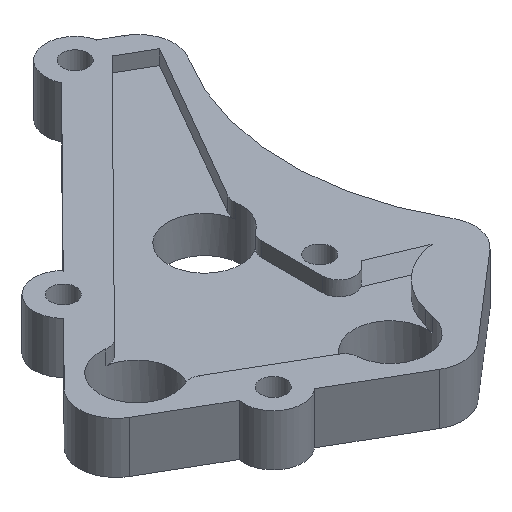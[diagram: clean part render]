
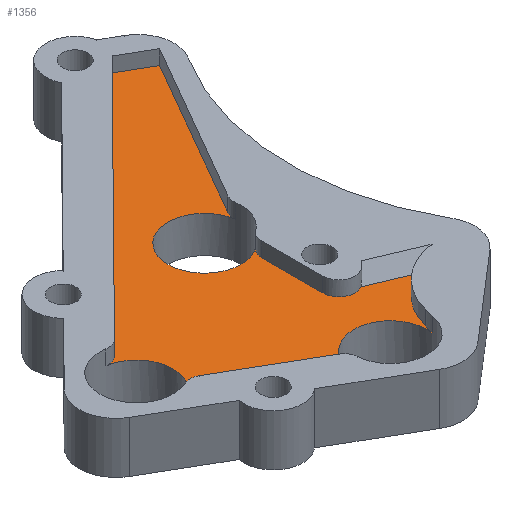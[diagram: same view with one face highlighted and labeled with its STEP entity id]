
A CAD part, isometric view. The second image highlights one B-rep face of the part: STEP entity #1356.
In plain terms, the highlighted planar face has unit normal (0, 0, 1).
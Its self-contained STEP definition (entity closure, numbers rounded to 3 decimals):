
#82=CIRCLE('',#1461,5.);
#83=CIRCLE('',#1463,2.);
#84=CIRCLE('',#1466,5.);
#85=CIRCLE('',#1467,2.);
#86=CIRCLE('',#1468,2.);
#87=CIRCLE('',#1469,5.);
#88=CIRCLE('',#1470,5.);
#89=CIRCLE('',#1471,9.548);
#90=CIRCLE('',#1472,2.2);
#91=CIRCLE('',#1473,2.);
#92=CIRCLE('',#1474,5.);
#93=CIRCLE('',#1475,5.);
#94=CIRCLE('',#1476,2.);
#218=FACE_OUTER_BOUND('',#303,.T.);
#303=EDGE_LOOP('',(#1182,#1183,#1184,#1185,#1186,#1187,#1188,#1189,#1190,
#1191,#1192,#1193,#1194,#1195,#1196,#1197,#1198,#1199,#1200));
#404=LINE('',#2456,#513);
#409=LINE('',#2471,#518);
#410=LINE('',#2478,#519);
#411=LINE('',#2487,#520);
#412=LINE('',#2491,#521);
#413=LINE('',#2500,#522);
#513=VECTOR('',#1727,10.);
#518=VECTOR('',#1744,10.);
#519=VECTOR('',#1751,10.);
#520=VECTOR('',#1760,10.);
#521=VECTOR('',#1763,10.);
#522=VECTOR('',#1772,10.);
#651=VERTEX_POINT('',#2452);
#652=VERTEX_POINT('',#2454);
#653=VERTEX_POINT('',#2459);
#654=VERTEX_POINT('',#2460);
#655=VERTEX_POINT('',#2465);
#656=VERTEX_POINT('',#2467);
#657=VERTEX_POINT('',#2473);
#658=VERTEX_POINT('',#2475);
#659=VERTEX_POINT('',#2477);
#660=VERTEX_POINT('',#2479);
#661=VERTEX_POINT('',#2481);
#662=VERTEX_POINT('',#2484);
#663=VERTEX_POINT('',#2486);
#664=VERTEX_POINT('',#2488);
#665=VERTEX_POINT('',#2490);
#666=VERTEX_POINT('',#2492);
#667=VERTEX_POINT('',#2494);
#668=VERTEX_POINT('',#2496);
#669=VERTEX_POINT('',#2498);
#833=EDGE_CURVE('',#651,#652,#404,.T.);
#834=EDGE_CURVE('',#653,#654,#82,.T.);
#838=EDGE_CURVE('',#655,#656,#83,.F.);
#840=EDGE_CURVE('',#656,#652,#409,.F.);
#841=EDGE_CURVE('',#657,#655,#84,.T.);
#842=EDGE_CURVE('',#658,#657,#85,.F.);
#843=EDGE_CURVE('',#659,#658,#410,.T.);
#844=EDGE_CURVE('',#660,#659,#86,.F.);
#845=EDGE_CURVE('',#661,#660,#87,.T.);
#846=EDGE_CURVE('',#653,#661,#88,.T.);
#847=EDGE_CURVE('',#654,#662,#89,.T.);
#848=EDGE_CURVE('',#663,#662,#411,.T.);
#849=EDGE_CURVE('',#664,#663,#90,.F.);
#850=EDGE_CURVE('',#665,#664,#412,.F.);
#851=EDGE_CURVE('',#666,#665,#91,.F.);
#852=EDGE_CURVE('',#667,#666,#92,.T.);
#853=EDGE_CURVE('',#668,#667,#93,.T.);
#854=EDGE_CURVE('',#669,#668,#94,.F.);
#855=EDGE_CURVE('',#651,#669,#413,.F.);
#1182=ORIENTED_EDGE('',*,*,#841,.F.);
#1183=ORIENTED_EDGE('',*,*,#842,.F.);
#1184=ORIENTED_EDGE('',*,*,#843,.F.);
#1185=ORIENTED_EDGE('',*,*,#844,.F.);
#1186=ORIENTED_EDGE('',*,*,#845,.F.);
#1187=ORIENTED_EDGE('',*,*,#846,.F.);
#1188=ORIENTED_EDGE('',*,*,#834,.T.);
#1189=ORIENTED_EDGE('',*,*,#847,.T.);
#1190=ORIENTED_EDGE('',*,*,#848,.F.);
#1191=ORIENTED_EDGE('',*,*,#849,.F.);
#1192=ORIENTED_EDGE('',*,*,#850,.F.);
#1193=ORIENTED_EDGE('',*,*,#851,.F.);
#1194=ORIENTED_EDGE('',*,*,#852,.F.);
#1195=ORIENTED_EDGE('',*,*,#853,.F.);
#1196=ORIENTED_EDGE('',*,*,#854,.F.);
#1197=ORIENTED_EDGE('',*,*,#855,.F.);
#1198=ORIENTED_EDGE('',*,*,#833,.T.);
#1199=ORIENTED_EDGE('',*,*,#840,.F.);
#1200=ORIENTED_EDGE('',*,*,#838,.F.);
#1295=PLANE('',#1465);
#1356=ADVANCED_FACE('',(#218),#1295,.F.);
#1461=AXIS2_PLACEMENT_3D('',#2461,#1732,#1733);
#1463=AXIS2_PLACEMENT_3D('',#2468,#1739,#1740);
#1465=AXIS2_PLACEMENT_3D('',#2472,#1745,#1746);
#1466=AXIS2_PLACEMENT_3D('',#2474,#1747,#1748);
#1467=AXIS2_PLACEMENT_3D('',#2476,#1749,#1750);
#1468=AXIS2_PLACEMENT_3D('',#2480,#1752,#1753);
#1469=AXIS2_PLACEMENT_3D('',#2482,#1754,#1755);
#1470=AXIS2_PLACEMENT_3D('',#2483,#1756,#1757);
#1471=AXIS2_PLACEMENT_3D('',#2485,#1758,#1759);
#1472=AXIS2_PLACEMENT_3D('',#2489,#1761,#1762);
#1473=AXIS2_PLACEMENT_3D('',#2493,#1764,#1765);
#1474=AXIS2_PLACEMENT_3D('',#2495,#1766,#1767);
#1475=AXIS2_PLACEMENT_3D('',#2497,#1768,#1769);
#1476=AXIS2_PLACEMENT_3D('',#2499,#1770,#1771);
#1727=DIRECTION('',(-0.866,0.5,0.));
#1732=DIRECTION('center_axis',(0.,0.,
-1.));
#1733=DIRECTION('ref_axis',(-0.988,0.154,0.));
#1739=DIRECTION('center_axis',(0.,0.,
-1.));
#1740=DIRECTION('ref_axis',(0.313,-0.95,0.));
#1744=DIRECTION('',(-0.704,-0.711,0.));
#1745=DIRECTION('center_axis',(0.,0.,
-1.));
#1746=DIRECTION('ref_axis',(0.,-1.,0.));
#1747=DIRECTION('center_axis',(0.,0.,
1.));
#1748=DIRECTION('ref_axis',(1.,0.,0.));
#1749=DIRECTION('center_axis',(0.,0.,
-1.));
#1750=DIRECTION('ref_axis',(0.042,0.999,0.));
#1751=DIRECTION('',(-0.866,0.5,0.));
#1752=DIRECTION('center_axis',(0.,0.,
-1.));
#1753=DIRECTION('ref_axis',(0.844,0.536,0.));
#1754=DIRECTION('center_axis',(0.,0.,
1.));
#1755=DIRECTION('ref_axis',(1.,0.,0.));
#1756=DIRECTION('center_axis',(0.,0.,
1.));
#1757=DIRECTION('ref_axis',(1.,0.,0.));
#1758=DIRECTION('center_axis',(0.,0.,
-1.));
#1759=DIRECTION('ref_axis',(-0.942,0.335,0.));
#1760=DIRECTION('',(0.921,-0.391,0.));
#1761=DIRECTION('center_axis',(0.,0.,
-1.));
#1762=DIRECTION('ref_axis',(-0.359,-0.933,0.));
#1763=DIRECTION('',(0.,1.,0.));
#1764=DIRECTION('center_axis',(0.,0.,
-1.));
#1765=DIRECTION('ref_axis',(-0.894,0.447,0.));
#1766=DIRECTION('center_axis',(0.,0.,
1.));
#1767=DIRECTION('ref_axis',(-0.898,0.441,0.));
#1768=DIRECTION('center_axis',(0.,0.,
1.));
#1769=DIRECTION('ref_axis',(-0.898,0.441,0.));
#1770=DIRECTION('center_axis',(0.,0.,
-1.));
#1771=DIRECTION('ref_axis',(-0.982,0.189,0.));
#1772=DIRECTION('',(0.5,0.866,0.));
#2452=CARTESIAN_POINT('',(4.444,53.497,-4.));
#2454=CARTESIAN_POINT('',(0.33,55.871,-4.));
#2456=CARTESIAN_POINT('',(3.983,53.763,-4.));
#2459=CARTESIAN_POINT('',(-8.579,3.205,-4.));
#2460=CARTESIAN_POINT('',(-8.201,4.48,-4.));
#2461=CARTESIAN_POINT('Origin',(-3.639,2.434,-4.));
#2465=CARTESIAN_POINT('',(-34.751,21.616,-4.));
#2467=CARTESIAN_POINT('',(-33.022,22.185,-4.));
#2468=CARTESIAN_POINT('Origin',(-34.443,23.592,-4.));
#2471=CARTESIAN_POINT('',(-25.558,29.723,-4.));
#2472=CARTESIAN_POINT('Origin',(-5.946,28.338,-4.));
#2473=CARTESIAN_POINT('',(-33.395,12.15,-4.));
#2474=CARTESIAN_POINT('Origin',(-35.52,16.675,-4.));
#2475=CARTESIAN_POINT('',(-31.545,12.071,-4.));
#2476=CARTESIAN_POINT('Origin',(-32.545,10.339,-4.));
#2477=CARTESIAN_POINT('',(-19.494,5.115,-4.));
#2478=CARTESIAN_POINT('',(-18.762,4.693,-4.));
#2479=CARTESIAN_POINT('',(-18.501,3.553,-4.));
#2480=CARTESIAN_POINT('Origin',(-20.494,3.383,-4.));
#2481=CARTESIAN_POINT('',(-18.519,3.976,-4.));
#2482=CARTESIAN_POINT('Origin',(-13.519,3.976,-4.));
#2483=CARTESIAN_POINT('Origin',(-13.519,3.976,-4.));
#2484=CARTESIAN_POINT('',(-2.341,11.157,-4.));
#2485=CARTESIAN_POINT('Origin',(1.082,2.243,-4.));
#2486=CARTESIAN_POINT('',(-7.967,13.544,-4.));
#2487=CARTESIAN_POINT('',(-9.153,14.047,-4.));
#2488=CARTESIAN_POINT('',(-11.319,15.418,-4.));
#2489=CARTESIAN_POINT('Origin',(-9.119,15.418,-4.));
#2490=CARTESIAN_POINT('',(-11.319,23.779,-4.));
#2491=CARTESIAN_POINT('',(-11.319,26.623,-4.));
#2492=CARTESIAN_POINT('',(-10.519,25.379,-4.));
#2493=CARTESIAN_POINT('Origin',(-9.319,23.779,-4.));
#2494=CARTESIAN_POINT('',(-18.519,29.379,-4.));
#2495=CARTESIAN_POINT('Origin',(-13.519,29.379,-4.));
#2496=CARTESIAN_POINT('',(-8.571,30.096,-4.));
#2497=CARTESIAN_POINT('Origin',(-13.519,29.379,-4.));
#2498=CARTESIAN_POINT('',(-8.323,31.383,-4.));
#2499=CARTESIAN_POINT('Origin',(-6.591,30.383,-4.));
#2500=CARTESIAN_POINT('',(-6.426,34.67,-4.));
